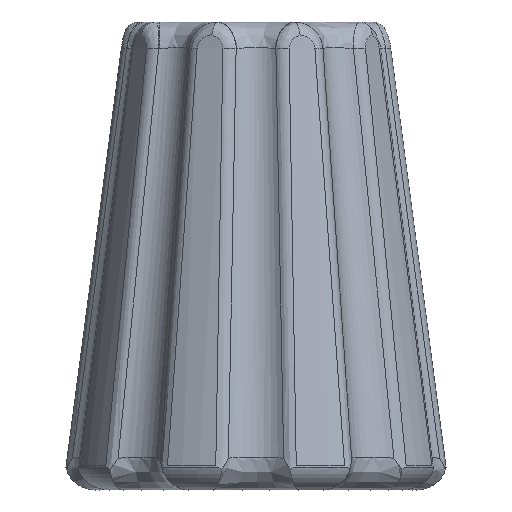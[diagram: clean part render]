
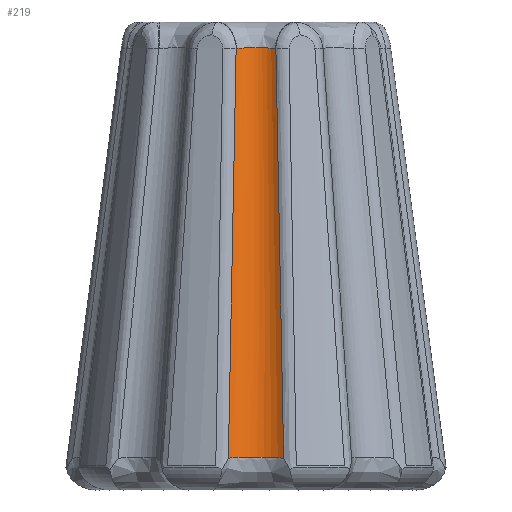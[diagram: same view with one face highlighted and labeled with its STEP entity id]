
A CAD part, left-side view. The second image highlights one B-rep face of the part: STEP entity #219.
In plain terms, the highlighted free-form (B-spline) face has degree [3, 3] with [13, 4] control points.
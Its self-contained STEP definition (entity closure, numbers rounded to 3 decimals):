
#219=ADVANCED_FACE('',(#1503),#1505,.F.);
#1503=FACE_BOUND('',#1504,.T.);
#1504=EDGE_LOOP('',(#7266,#7267,#7268,#7269,#7270,#7271));
#1505=B_SPLINE_SURFACE_WITH_KNOTS('',3,3,(
(#1506,#1507,#1508,#1509),
(#1510,#1511,#1512,#1513),
(#1514,#1515,#1516,#1517),
(#1518,#1519,#1520,#1521),
(#1522,#1523,#1524,#1525),
(#1526,#1527,#1528,#1529),
(#1530,#1531,#1532,#1533),
(#1534,#1535,#1536,#1537),
(#1538,#1539,#1540,#1541),
(#1542,#1543,#1544,#1545),
(#1546,#1547,#1548,#1549),
(#1550,#1551,#1552,#1553),
(#1554,#1555,#1556,#1557)),
.UNSPECIFIED.,.F.,.F.,.F.,
(4,1,1,1,1,1,1,1,1,1,4),
(4,4),
(3.991,4.177,4.339,4.484,4.629,
4.777,4.93,5.081,5.233,5.337,
5.434),
(0.068,0.945),
.UNSPECIFIED.);
#1506=CARTESIAN_POINT('',(-6.229,-0.968,1.088));
#1507=CARTESIAN_POINT('',(-5.608,-0.872,5.767));
#1508=CARTESIAN_POINT('',(-4.987,-0.775,10.445));
#1509=CARTESIAN_POINT('',(-4.365,-0.679,15.124));
#1510=CARTESIAN_POINT('',(-6.169,-0.9,1.088));
#1511=CARTESIAN_POINT('',(-5.554,-0.81,5.767));
#1512=CARTESIAN_POINT('',(-4.939,-0.72,10.445));
#1513=CARTESIAN_POINT('',(-4.323,-0.631,15.124));
#1514=CARTESIAN_POINT('',(-6.069,-0.762,1.088));
#1515=CARTESIAN_POINT('',(-5.463,-0.686,5.767));
#1516=CARTESIAN_POINT('',(-4.858,-0.61,10.445));
#1517=CARTESIAN_POINT('',(-4.253,-0.534,15.124));
#1518=CARTESIAN_POINT('',(-5.963,-0.544,1.088));
#1519=CARTESIAN_POINT('',(-5.368,-0.49,5.767));
#1520=CARTESIAN_POINT('',(-4.773,-0.436,10.445));
#1521=CARTESIAN_POINT('',(-4.179,-0.382,15.124));
#1522=CARTESIAN_POINT('',(-5.897,-0.333,1.088));
#1523=CARTESIAN_POINT('',(-5.309,-0.3,5.767));
#1524=CARTESIAN_POINT('',(-4.721,-0.267,10.445));
#1525=CARTESIAN_POINT('',(-4.133,-0.233,15.124));
#1526=CARTESIAN_POINT('',(-5.864,-0.121,1.088));
#1527=CARTESIAN_POINT('',(-5.279,-0.109,5.767));
#1528=CARTESIAN_POINT('',(-4.694,-0.097,10.445));
#1529=CARTESIAN_POINT('',(-4.109,-0.085,15.124));
#1530=CARTESIAN_POINT('',(-5.862,0.098,1.088));
#1531=CARTESIAN_POINT('',(-5.277,0.088,5.767));
#1532=CARTESIAN_POINT('',(-4.692,0.078,10.445));
#1533=CARTESIAN_POINT('',(-4.108,0.068,15.124));
#1534=CARTESIAN_POINT('',(-5.893,0.317,1.088));
#1535=CARTESIAN_POINT('',(-5.305,0.286,5.767));
#1536=CARTESIAN_POINT('',(-4.718,0.254,10.445));
#1537=CARTESIAN_POINT('',(-4.13,0.222,15.124));
#1538=CARTESIAN_POINT('',(-5.957,0.531,1.088));
#1539=CARTESIAN_POINT('',(-5.363,0.478,5.767));
#1540=CARTESIAN_POINT('',(-4.769,0.425,10.445));
#1541=CARTESIAN_POINT('',(-4.175,0.372,15.124));
#1542=CARTESIAN_POINT('',(-6.043,0.711,1.088));
#1543=CARTESIAN_POINT('',(-5.441,0.64,5.767));
#1544=CARTESIAN_POINT('',(-4.838,0.569,10.445));
#1545=CARTESIAN_POINT('',(-4.235,0.498,15.124));
#1546=CARTESIAN_POINT('',(-6.137,0.856,1.088));
#1547=CARTESIAN_POINT('',(-5.525,0.77,5.767));
#1548=CARTESIAN_POINT('',(-4.913,0.685,10.445));
#1549=CARTESIAN_POINT('',(-4.301,0.6,15.124));
#1550=CARTESIAN_POINT('',(-6.198,0.933,1.088));
#1551=CARTESIAN_POINT('',(-5.58,0.84,5.767));
#1552=CARTESIAN_POINT('',(-4.962,0.747,10.445));
#1553=CARTESIAN_POINT('',(-4.344,0.654,15.124));
#1554=CARTESIAN_POINT('',(-6.229,0.968,1.088));
#1555=CARTESIAN_POINT('',(-5.608,0.872,5.767));
#1556=CARTESIAN_POINT('',(-4.987,0.775,10.445));
#1557=CARTESIAN_POINT('',(-4.365,0.679,15.124));
#7266=ORIENTED_EDGE('',*,*,#7812,.F.);
#7267=ORIENTED_EDGE('',*,*,#7813,.F.);
#7268=ORIENTED_EDGE('',*,*,#7814,.F.);
#7269=ORIENTED_EDGE('',*,*,#7815,.F.);
#7270=ORIENTED_EDGE('',*,*,#7816,.F.);
#7271=ORIENTED_EDGE('',*,*,#7817,.F.);
#7812=EDGE_CURVE('',#8197,#8198,#8199,.T.);
#7813=EDGE_CURVE('',#8200,#8197,#8201,.F.);
#7814=EDGE_CURVE('',#8202,#8200,#8203,.F.);
#7815=EDGE_CURVE('',#8204,#8202,#8205,.F.);
#7816=EDGE_CURVE('',#8206,#8204,#8207,.F.);
#7817=EDGE_CURVE('',#8198,#8206,#8208,.T.);
#8197=VERTEX_POINT('',#10700);
#8198=VERTEX_POINT('',#10701);
#8199=B_SPLINE_CURVE_WITH_KNOTS('',3,
(#10702,#10703,#10704,#10705,#10706,#10707,#10708,#10709,#10710,#10711,#10712,#10713,
#10714),
.UNSPECIFIED.,.F.,.F.,
(4,1,1,1,1,1,1,1,1,1,4),
(0.,0.132,0.246,0.345,0.445,0.545,
0.647,0.749,0.851,0.934,1.),
.UNSPECIFIED.);
#8200=VERTEX_POINT('',#10715);
#8201=B_SPLINE_CURVE_WITH_KNOTS('',3,
(#10716,#10717,#10718,#10719,#10720,#10721),
.UNSPECIFIED.,.F.,.F.,
(4,1,1,4),
(0.,0.333,0.667,1.),
.UNSPECIFIED.);
#8202=VERTEX_POINT('',#10722);
#8203=B_SPLINE_CURVE_WITH_KNOTS('',3,
(#10723,#10724,#10725,#10726,#10727,#10728),
.UNSPECIFIED.,.F.,.F.,
(4,1,1,4),
(0.,0.333,0.667,1.),
.UNSPECIFIED.);
#8204=VERTEX_POINT('',#10729);
#8205=B_SPLINE_CURVE_WITH_KNOTS('',3,
(#10730,#10731,#10732,#10733,#10734,#10735,#10736,#10737,#10738,#10739,#10740,#10741),
.UNSPECIFIED.,.F.,.F.,
(4,1,1,1,1,1,1,1,1,4),
(0.,0.139,0.26,0.367,0.477,0.59,
0.702,0.813,0.912,1.),
.UNSPECIFIED.);
#8206=VERTEX_POINT('',#10742);
#8207=B_SPLINE_CURVE_WITH_KNOTS('',3,
(#10743,#10744,#10745,#10746,#10747,#10748),
.UNSPECIFIED.,.F.,.F.,
(4,1,1,4),
(0.,0.333,0.667,1.),
.UNSPECIFIED.);
#8208=B_SPLINE_CURVE_WITH_KNOTS('',3,
(#10749,#10750,#10751,#10752,#10753,#10754),
.UNSPECIFIED.,.F.,.F.,
(4,1,1,4),
(0.,0.333,0.667,1.),
.UNSPECIFIED.);
#10700=CARTESIAN_POINT('',(-6.209,-0.945,1.088));
#10701=CARTESIAN_POINT('',(-6.209,0.945,1.088));
#10702=CARTESIAN_POINT('',(-6.209,-0.945,1.088));
#10703=CARTESIAN_POINT('',(-6.151,-0.876,1.094));
#10704=CARTESIAN_POINT('',(-6.053,-0.738,1.104));
#10705=CARTESIAN_POINT('',(-5.951,-0.523,1.115));
#10706=CARTESIAN_POINT('',(-5.89,-0.317,1.121));
#10707=CARTESIAN_POINT('',(-5.859,-0.113,1.124));
#10708=CARTESIAN_POINT('',(-5.858,0.094,1.124));
#10709=CARTESIAN_POINT('',(-5.886,0.302,1.121));
#10710=CARTESIAN_POINT('',(-5.945,0.504,1.115));
#10711=CARTESIAN_POINT('',(-6.026,0.684,1.107));
#10712=CARTESIAN_POINT('',(-6.117,0.83,1.097));
#10713=CARTESIAN_POINT('',(-6.18,0.911,1.091));
#10714=CARTESIAN_POINT('',(-6.209,0.945,1.088));
#10715=CARTESIAN_POINT('',(-4.37,-0.679,15.087));
#10716=CARTESIAN_POINT('',(-6.209,-0.945,1.088));
#10717=CARTESIAN_POINT('',(-6.005,-0.916,2.643));
#10718=CARTESIAN_POINT('',(-5.597,-0.858,5.754));
#10719=CARTESIAN_POINT('',(-4.984,-0.769,10.421));
#10720=CARTESIAN_POINT('',(-4.575,-0.709,13.532));
#10721=CARTESIAN_POINT('',(-4.37,-0.679,15.087));
#10722=CARTESIAN_POINT('',(-4.358,-0.665,15.088));
#10723=CARTESIAN_POINT('',(-4.37,-0.679,15.087));
#10724=CARTESIAN_POINT('',(-4.367,-0.676,15.087));
#10725=CARTESIAN_POINT('',(-4.363,-0.67,15.086));
#10726=CARTESIAN_POINT('',(-4.36,-0.667,15.087));
#10727=CARTESIAN_POINT('',(-4.359,-0.666,15.087));
#10728=CARTESIAN_POINT('',(-4.358,-0.665,15.088));
#10729=CARTESIAN_POINT('',(-4.358,0.665,15.088));
#10730=CARTESIAN_POINT('',(-4.358,-0.665,15.088));
#10731=CARTESIAN_POINT('',(-4.314,-0.614,15.094));
#10732=CARTESIAN_POINT('',(-4.241,-0.511,15.105));
#10733=CARTESIAN_POINT('',(-4.167,-0.349,15.116));
#10734=CARTESIAN_POINT('',(-4.124,-0.191,15.122));
#10735=CARTESIAN_POINT('',(-4.106,-0.032,15.125));
#10736=CARTESIAN_POINT('',(-4.114,0.13,15.123));
#10737=CARTESIAN_POINT('',(-4.147,0.29,15.118));
#10738=CARTESIAN_POINT('',(-4.204,0.435,15.11));
#10739=CARTESIAN_POINT('',(-4.275,0.561,15.1));
#10740=CARTESIAN_POINT('',(-4.33,0.633,15.092));
#10741=CARTESIAN_POINT('',(-4.358,0.665,15.088));
#10742=CARTESIAN_POINT('',(-4.37,0.679,15.087));
#10743=CARTESIAN_POINT('',(-4.358,0.665,15.088));
#10744=CARTESIAN_POINT('',(-4.359,0.666,15.087));
#10745=CARTESIAN_POINT('',(-4.36,0.668,15.087));
#10746=CARTESIAN_POINT('',(-4.364,0.672,15.087));
#10747=CARTESIAN_POINT('',(-4.368,0.676,15.087));
#10748=CARTESIAN_POINT('',(-4.37,0.679,15.087));
#10749=CARTESIAN_POINT('',(-6.209,0.945,1.088));
#10750=CARTESIAN_POINT('',(-6.005,0.916,2.643));
#10751=CARTESIAN_POINT('',(-5.597,0.858,5.754));
#10752=CARTESIAN_POINT('',(-4.984,0.769,10.421));
#10753=CARTESIAN_POINT('',(-4.575,0.709,13.532));
#10754=CARTESIAN_POINT('',(-4.37,0.679,15.087));
